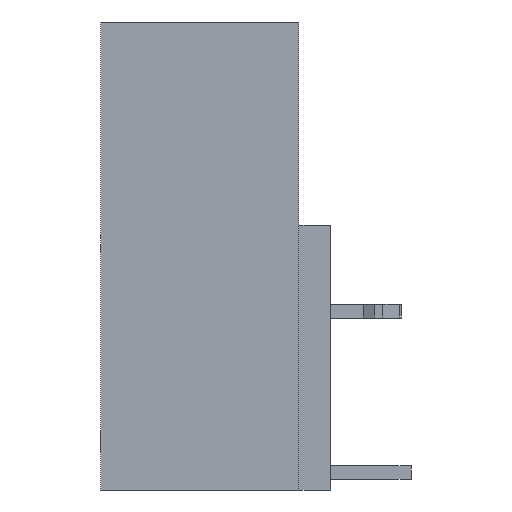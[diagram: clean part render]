
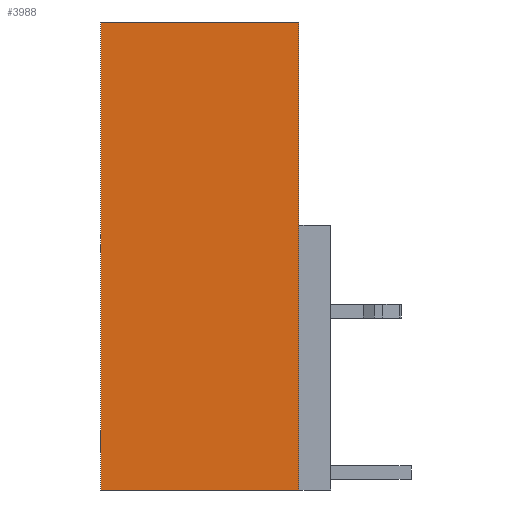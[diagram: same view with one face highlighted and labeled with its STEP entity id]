
A CAD part, left-side view. The second image highlights one B-rep face of the part: STEP entity #3988.
In plain terms, the highlighted planar face has unit normal (-1, 0, 0).
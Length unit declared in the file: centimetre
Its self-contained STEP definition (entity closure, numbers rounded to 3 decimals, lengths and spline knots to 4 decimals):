
#190=FACE_OUTER_BOUND('',#397,.T.);
#397=EDGE_LOOP('',(#2647,#2648,#2649,#2650));
#614=LINE('',#5481,#1151);
#615=LINE('',#5483,#1152);
#616=LINE('',#5485,#1153);
#617=LINE('',#5486,#1154);
#1151=VECTOR('',#4448,2.21);
#1152=VECTOR('',#4449,0.935);
#1153=VECTOR('',#4450,2.21);
#1154=VECTOR('',#4451,0.935);
#1688=VERTEX_POINT('',#5479);
#1689=VERTEX_POINT('',#5480);
#1690=VERTEX_POINT('',#5482);
#1691=VERTEX_POINT('',#5484);
#2070=EDGE_CURVE('',#1688,#1689,#614,.T.);
#2071=EDGE_CURVE('',#1690,#1689,#615,.T.);
#2072=EDGE_CURVE('',#1691,#1690,#616,.T.);
#2073=EDGE_CURVE('',#1688,#1691,#617,.T.);
#2647=ORIENTED_EDGE('',*,*,#2070,.T.);
#2648=ORIENTED_EDGE('',*,*,#2071,.F.);
#2649=ORIENTED_EDGE('',*,*,#2072,.F.);
#2650=ORIENTED_EDGE('',*,*,#2073,.F.);
#3801=PLANE('',#4197);
#3988=ADVANCED_FACE('',(#190),#3801,.F.);
#4197=AXIS2_PLACEMENT_3D('',#5478,#4446,#4447);
#4446=DIRECTION('center_axis',(1.,0.,0.));
#4447=DIRECTION('ref_axis',(0.,-1.,0.));
#4448=DIRECTION('',(0.,0.,1.));
#4449=DIRECTION('',(0.,-1.,0.));
#4450=DIRECTION('',(0.,0.,1.));
#4451=DIRECTION('',(0.,1.,0.));
#5478=CARTESIAN_POINT('Origin',(-1.208,0.,0.));
#5479=CARTESIAN_POINT('',(-1.208,-0.4675,-0.56));
#5480=CARTESIAN_POINT('',(-1.208,-0.4675,1.65));
#5481=CARTESIAN_POINT('',(-1.208,-0.4675,-0.56));
#5482=CARTESIAN_POINT('',(-1.208,0.4675,1.65));
#5483=CARTESIAN_POINT('',(-1.208,0.4675,1.65));
#5484=CARTESIAN_POINT('',(-1.208,0.4675,-0.56));
#5485=CARTESIAN_POINT('',(-1.208,0.4675,-0.56));
#5486=CARTESIAN_POINT('',(-1.208,-0.4675,-0.56));
